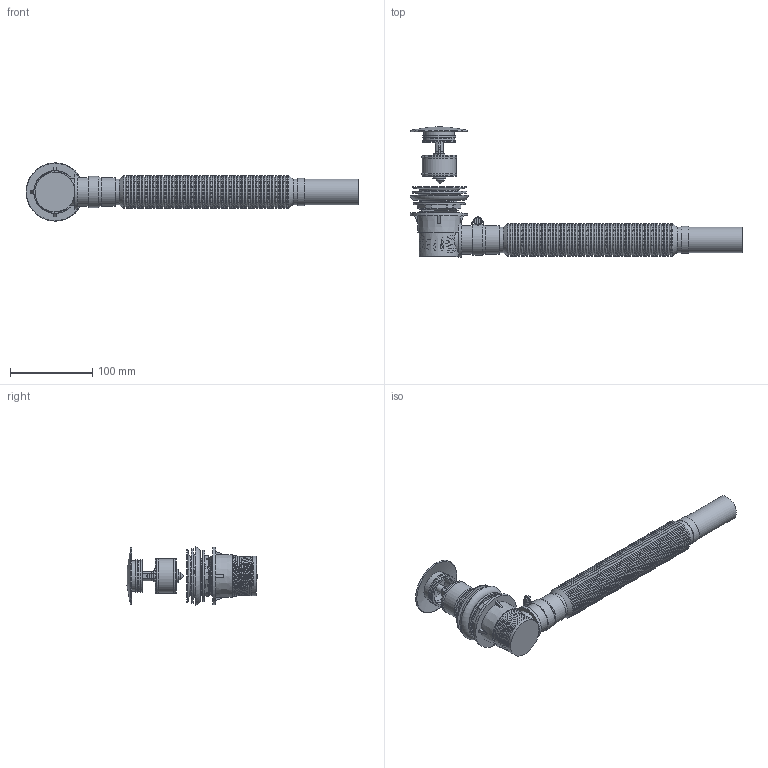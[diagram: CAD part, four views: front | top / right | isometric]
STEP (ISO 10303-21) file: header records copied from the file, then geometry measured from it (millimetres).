
FILE_DESCRIPTION(/* description */ (''),/* implementation_level */ '2;1');
FILE_NAME(/* name */ 'XB-1063B',/* time_stamp */ '2023-06-28T14:30:11+08:00',/* author */ (''),/* organization */ (''),/* preprocessor_version */ 'ST-DEVELOPER v9',/* originating_system */ 'EDS PLM SOLUTIONS - UNIGRAPHICS NX 2.0',/* authorisation */ '');
FILE_SCHEMA (('CONFIG_CONTROL_DESIGN'));
Length unit declared in the file: millimetre
Products named in the file (1): Admi0A93uq10
Bounding box: 404.2 x 158.65 x 71 mm (x, y, z)
Volume: 406323.2 mm3; surface area: 157050.8 mm2
Topology: 13 solids, 14 shells, 446 faces, 954 edges, 616 vertices
Faces by surface type: plane 198, cone 88, cylinder 80, torus 72, bspline 5, sphere 3
Full cylindrical faces by diameter (mm): 3 x1, 5 x1, 5.8 x1, 6.8 x1, 8 x1, 9 x1, 9.5 x1, 10 x2, 12 x1, 13.5 x1, 14 x1, 14.5 x1, 16 x1, 17 x1, 27 x1, 31 x3, 31.5 x1, 33 x1, 34.8 x1, 35 x3, 36.8 x1, 37 x1, 37.4 x1, 38 x3, 38.2 x2, 38.6 x1, 40 x2, 41.6 x3, 41.9 x1, 42 x1
Entity records: 17780 total; most frequent: CARTESIAN_POINT 9068, DIRECTION 1831, ORIENTED_EDGE 1384, AXIS2_PLACEMENT_3D 820, EDGE_LOOP 761, EDGE_CURVE 692, VERTEX_POINT 566, ADVANCED_FACE 446
